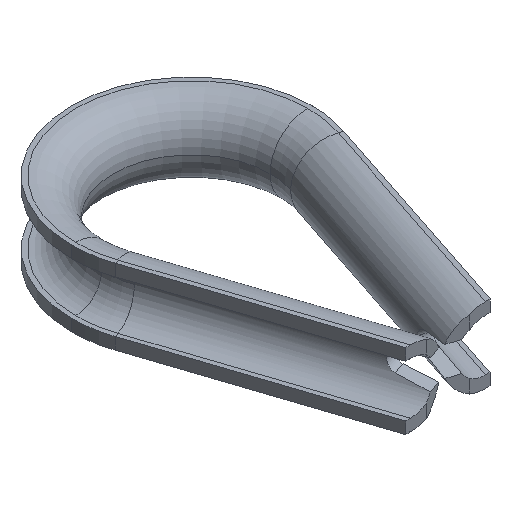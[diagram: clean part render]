
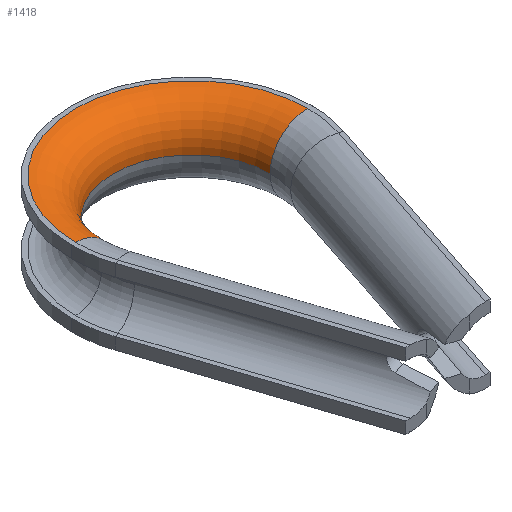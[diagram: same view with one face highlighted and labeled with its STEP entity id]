
A CAD part, isometric view. The second image highlights one B-rep face of the part: STEP entity #1418.
In plain terms, the highlighted toroidal (fillet/blend) face has major radius 7.855 mm and minor radius 2.55 mm.
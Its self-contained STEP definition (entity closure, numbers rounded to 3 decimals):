
#13 = VERTEX_POINT ( 'NONE', #274 ) ;
#23 = CIRCLE ( 'NONE', #930, 7.855 ) ;
#30 = DIRECTION ( 'NONE',  ( -1., 0., 0. ) ) ;
#47 = EDGE_CURVE ( 'NONE', #1164, #1580, #1263, .T. ) ;
#63 = FACE_OUTER_BOUND ( 'NONE', #1636, .T. ) ;
#94 = ORIENTED_EDGE ( 'NONE', *, *, #47, .T. ) ;
#125 = EDGE_CURVE ( 'NONE', #969, #1164, #462, .T. ) ;
#132 = CARTESIAN_POINT ( 'NONE',  ( -7.855, 0., 0. ) ) ;
#246 = AXIS2_PLACEMENT_3D ( 'NONE', #132, #1444, #1317 ) ;
#267 = AXIS2_PLACEMENT_3D ( 'NONE', #842, #1587, #276 ) ;
#274 = CARTESIAN_POINT ( 'NONE',  ( -7.855, 0., 2.55 ) ) ;
#276 = DIRECTION ( 'NONE',  ( -1., 0., 0. ) ) ;
#291 = ORIENTED_EDGE ( 'NONE', *, *, #125, .T. ) ;
#345 = DIRECTION ( 'NONE',  ( 0., 0., -1. ) ) ;
#462 = CIRCLE ( 'NONE', #267, 5.305 ) ;
#565 = CARTESIAN_POINT ( 'NONE',  ( 7.855, 0., 2.55 ) ) ;
#711 = CARTESIAN_POINT ( 'NONE',  ( -5.305, 0., 0. ) ) ;
#767 = EDGE_CURVE ( 'NONE', #969, #13, #994, .T. ) ;
#800 = AXIS2_PLACEMENT_3D ( 'NONE', #1251, #1386, #1258 ) ;
#842 = CARTESIAN_POINT ( 'NONE',  ( 0., 0., 0. ) ) ;
#877 = ORIENTED_EDGE ( 'NONE', *, *, #973, .F. ) ;
#926 = CARTESIAN_POINT ( 'NONE',  ( 5.305, 0., 0. ) ) ;
#928 = ORIENTED_EDGE ( 'NONE', *, *, #767, .F. ) ;
#930 = AXIS2_PLACEMENT_3D ( 'NONE', #989, #345, #1362 ) ;
#969 = VERTEX_POINT ( 'NONE', #711 ) ;
#973 = EDGE_CURVE ( 'NONE', #13, #1580, #23, .T. ) ;
#989 = CARTESIAN_POINT ( 'NONE',  ( 0., 0., 2.55 ) ) ;
#994 = CIRCLE ( 'NONE', #246, 2.55 ) ;
#1023 = AXIS2_PLACEMENT_3D ( 'NONE', #1217, #1607, #30 ) ;
#1164 = VERTEX_POINT ( 'NONE', #926 ) ;
#1185 = TOROIDAL_SURFACE ( 'NONE', #800, 7.855, 2.55 ) ;
#1217 = CARTESIAN_POINT ( 'NONE',  ( 7.855, 0., 0. ) ) ;
#1251 = CARTESIAN_POINT ( 'NONE',  ( 0., 0., 0. ) ) ;
#1258 = DIRECTION ( 'NONE',  ( -1., 0., 0. ) ) ;
#1263 = CIRCLE ( 'NONE', #1023, 2.55 ) ;
#1317 = DIRECTION ( 'NONE',  ( 0., 0., -1. ) ) ;
#1362 = DIRECTION ( 'NONE',  ( -0.949, -0.314, 0. ) ) ;
#1386 = DIRECTION ( 'NONE',  ( 0., 0., -1. ) ) ;
#1418 = ADVANCED_FACE ( 'NONE', ( #63 ), #1185, .T. ) ;
#1444 = DIRECTION ( 'NONE',  ( 0., -1., 0. ) ) ;
#1580 = VERTEX_POINT ( 'NONE', #565 ) ;
#1587 = DIRECTION ( 'NONE',  ( 0., 0., -1. ) ) ;
#1607 = DIRECTION ( 'NONE',  ( 0., 1., 0. ) ) ;
#1636 = EDGE_LOOP ( 'NONE', ( #928, #291, #94, #877 ) ) ;
